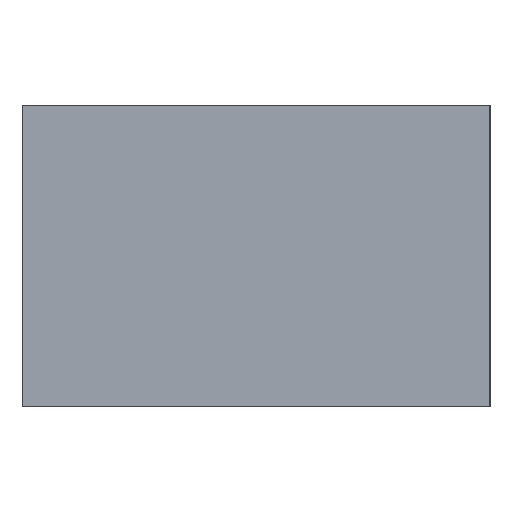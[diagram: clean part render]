
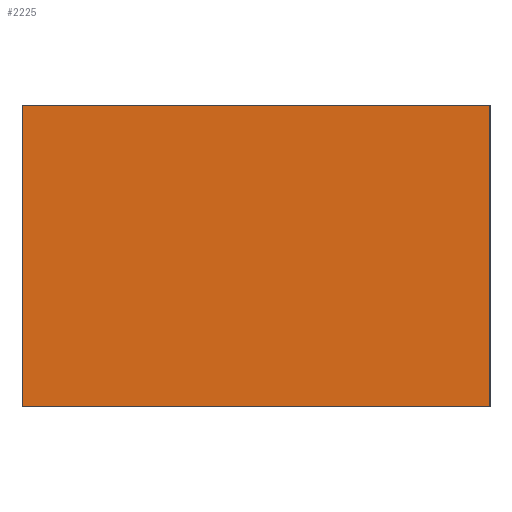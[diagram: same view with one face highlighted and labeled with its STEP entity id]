
A CAD part, left-side view. The second image highlights one B-rep face of the part: STEP entity #2225.
In plain terms, the highlighted planar face has unit normal (-1, 0, 0).
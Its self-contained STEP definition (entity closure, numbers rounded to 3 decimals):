
#170=ORIENTED_EDGE('',*,*,#611,.T.);
#171=ORIENTED_EDGE('',*,*,#574,.F.);
#172=ORIENTED_EDGE('',*,*,#612,.T.);
#173=ORIENTED_EDGE('',*,*,#613,.T.);
#574=EDGE_CURVE('',#794,#789,#943,.T.);
#611=EDGE_CURVE('',#831,#789,#965,.T.);
#612=EDGE_CURVE('',#794,#832,#966,.T.);
#613=EDGE_CURVE('',#832,#831,#967,.T.);
#789=VERTEX_POINT('',#2865);
#794=VERTEX_POINT('',#2875);
#831=VERTEX_POINT('',#3053);
#832=VERTEX_POINT('',#3055);
#943=LINE('',#2876,#1118);
#965=LINE('',#3052,#1140);
#966=LINE('',#3054,#1141);
#967=LINE('',#3056,#1142);
#1118=VECTOR('',#2446,1000.);
#1140=VECTOR('',#2482,1000.);
#1141=VECTOR('',#2483,1000.);
#1142=VECTOR('',#2484,1000.);
#1278=EDGE_LOOP('',(#170,#171,#172,#173));
#1397=FACE_BOUND('',#1278,.T.);
#1503=PLANE('',#2329);
#2225=ADVANCED_FACE('',(#1397),#1503,.F.);
#2329=AXIS2_PLACEMENT_3D('',#3051,#2480,#2481);
#2446=DIRECTION('',(0.,0.,-1.));
#2480=DIRECTION('',(1.,0.,0.));
#2481=DIRECTION('',(0.,0.,-1.));
#2482=DIRECTION('',(0.,-1.,0.));
#2483=DIRECTION('',(0.,1.,0.));
#2484=DIRECTION('',(0.,0.,-1.));
#2865=CARTESIAN_POINT('',(-52.5,-25.,0.));
#2875=CARTESIAN_POINT('',(-52.5,-25.,32.1));
#2876=CARTESIAN_POINT('',(-52.5,-25.,15.));
#3051=CARTESIAN_POINT('',(-52.5,25.,15.));
#3052=CARTESIAN_POINT('',(-52.5,25.,0.));
#3053=CARTESIAN_POINT('',(-52.5,25.,0.));
#3054=CARTESIAN_POINT('',(-52.5,-25.,32.1));
#3055=CARTESIAN_POINT('',(-52.5,25.,32.1));
#3056=CARTESIAN_POINT('',(-52.5,25.,15.));
